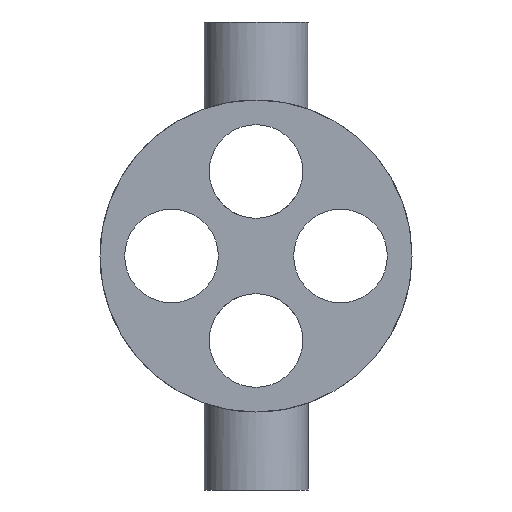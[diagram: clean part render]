
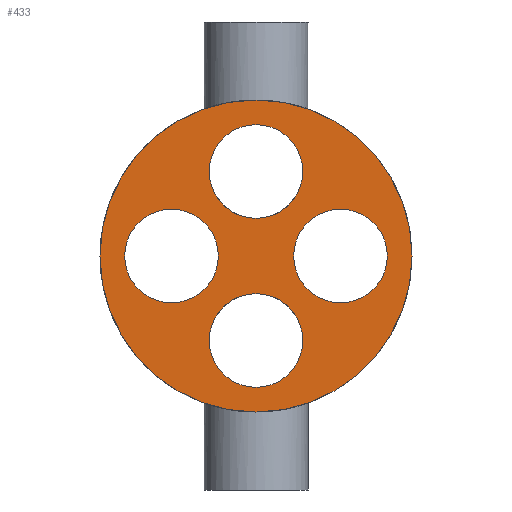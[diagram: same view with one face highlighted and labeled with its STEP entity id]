
A CAD part, left-side view. The second image highlights one B-rep face of the part: STEP entity #433.
In plain terms, the highlighted planar face has unit normal (-1, 0, 0).
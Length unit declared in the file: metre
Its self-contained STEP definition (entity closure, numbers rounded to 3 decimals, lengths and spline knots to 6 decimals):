
#13=PLANE('',#497);
#99=ORIENTED_EDGE('',*,*,#194,.F.);
#100=ORIENTED_EDGE('',*,*,#191,.F.);
#101=ORIENTED_EDGE('',*,*,#178,.F.);
#102=ORIENTED_EDGE('',*,*,#195,.F.);
#103=ORIENTED_EDGE('',*,*,#164,.F.);
#164=EDGE_CURVE('',#214,#214,#253,.T.);
#178=EDGE_CURVE('',#228,#228,#262,.T.);
#191=EDGE_CURVE('',#241,#241,#273,.T.);
#194=EDGE_CURVE('',#244,#244,#276,.T.);
#195=EDGE_CURVE('',#245,#245,#277,.T.);
#214=VERTEX_POINT('',#720);
#228=VERTEX_POINT('',#806);
#241=VERTEX_POINT('',#836);
#244=VERTEX_POINT('',#845);
#245=VERTEX_POINT('',#847);
#253=CIRCLE('',#465,0.12);
#262=CIRCLE('',#477,0.036);
#273=CIRCLE('',#492,0.036);
#276=CIRCLE('',#498,0.036);
#277=CIRCLE('',#499,0.036);
#311=EDGE_LOOP('',(#99));
#312=EDGE_LOOP('',(#100));
#313=EDGE_LOOP('',(#101));
#314=EDGE_LOOP('',(#102));
#315=EDGE_LOOP('',(#103));
#375=FACE_BOUND('',#311,.T.);
#376=FACE_BOUND('',#312,.T.);
#377=FACE_BOUND('',#313,.T.);
#378=FACE_BOUND('',#314,.T.);
#379=FACE_BOUND('',#315,.T.);
#433=ADVANCED_FACE('',(#375,#376,#377,#378,#379),#13,.F.);
#465=AXIS2_PLACEMENT_3D('',#719,#530,#531);
#477=AXIS2_PLACEMENT_3D('',#805,#558,#559);
#492=AXIS2_PLACEMENT_3D('',#835,#590,#591);
#497=AXIS2_PLACEMENT_3D('',#843,#600,#601);
#498=AXIS2_PLACEMENT_3D('',#844,#602,#603);
#499=AXIS2_PLACEMENT_3D('',#846,#604,#605);
#530=DIRECTION('',(1.,0.,0.));
#531=DIRECTION('',(0.,-1.,0.));
#558=DIRECTION('',(-1.,0.,0.));
#559=DIRECTION('',(0.,1.,0.));
#590=DIRECTION('',(-1.,0.,0.));
#591=DIRECTION('',(0.,1.,0.));
#600=DIRECTION('',(1.,0.,0.));
#601=DIRECTION('',(0.,0.,-1.));
#602=DIRECTION('',(-1.,0.,0.));
#603=DIRECTION('',(0.,1.,0.));
#604=DIRECTION('',(-1.,0.,0.));
#605=DIRECTION('',(0.,1.,0.));
#719=CARTESIAN_POINT('',(-0.305,0.,0.));
#720=CARTESIAN_POINT('',(-0.305,-0.12,0.));
#805=CARTESIAN_POINT('',(-0.305,0.,-0.065));
#806=CARTESIAN_POINT('',(-0.305,0.036,-0.065));
#835=CARTESIAN_POINT('',(-0.305,0.,0.065));
#836=CARTESIAN_POINT('',(-0.305,0.036,0.065));
#843=CARTESIAN_POINT('',(-0.305,0.,0.));
#844=CARTESIAN_POINT('',(-0.305,-0.065,0.));
#845=CARTESIAN_POINT('',(-0.305,-0.029,0.));
#846=CARTESIAN_POINT('',(-0.305,0.065,0.));
#847=CARTESIAN_POINT('',(-0.305,0.101,0.));
